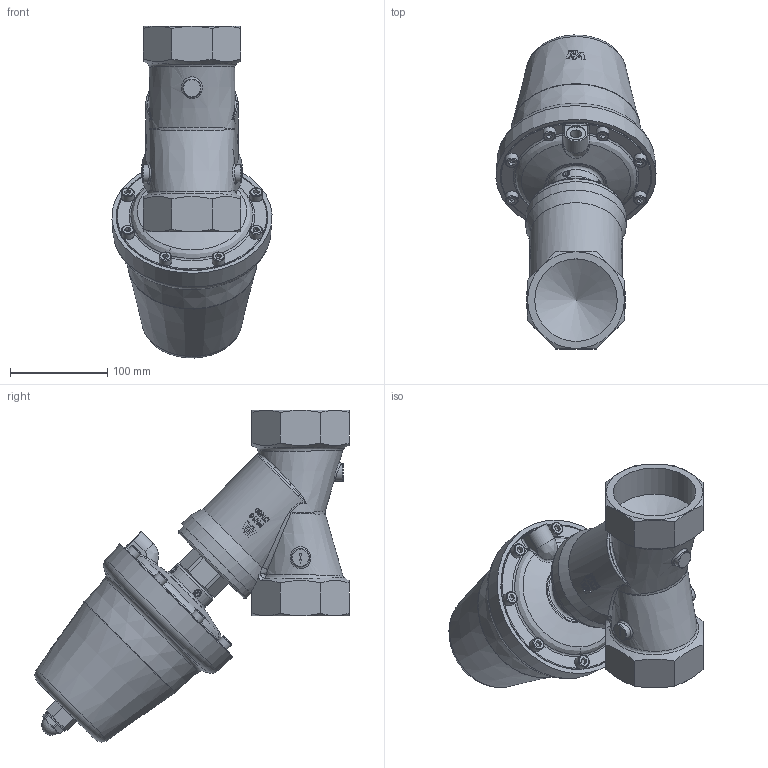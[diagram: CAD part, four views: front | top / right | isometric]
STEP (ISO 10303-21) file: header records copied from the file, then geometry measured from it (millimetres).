
FILE_DESCRIPTION(/* description */ ('DG2D1213080'),/* implementation_level */ '2;1');
FILE_NAME(/* name */ 'DG2D1223080_OS.stp',/* time_stamp */ '2022-01-27T09:14:30+01:00',/* author */ ('hois'),/* organization */ (''),/* preprocessor_version */ 'ST-DEVELOPER v18.1',/* originating_system */ 'Autodesk Inventor 2020',/* authorisation */ '');
FILE_SCHEMA (('AUTOMOTIVE_DESIGN { 1 0 10303 214 3 1 1 }'));
Length unit declared in the file: millimetre
Products named in the file (9): DG2D1213080; GGS0080.32.001-GM; ETG0080.15.0092; DER1650.10.0012; SZY1250.27.0012; DIN 913 - M8 x 12; ADK0015.07.0013; MUV0015.08.0013; DIN 912 - M8 x 25
Assembly tree (18 placements, depth 2):
  DG2D1213080
    GGS0080.32.001-GM
    ETG0080.15.0092
    DER1650.10.0012
    SZY1250.27.0012
    DIN 913 - M8 x 12  x4
    ADK0015.07.0013
    MUV0015.08.0013
    DIN 912 - M8 x 25  x8
Bounding box: 164.84 x 323.45 x 341.77 mm (x, y, z)
Volume: 2048699.1 mm3; surface area: 389063.9 mm2
Topology: 18 solids, 18 shells, 746 faces, 2026 edges, 1369 vertices
Faces by surface type: plane 362, bspline 158, cylinder 120, cone 73, torus 27, sphere 6
Full cylindrical faces by diameter (mm): 3 x1, 4 x1, 6.647 x12, 8 x12, 8.5 x8, 11.445 x1, 13 x8, 15 x2, 15.5 x1, 18.5 x4, 18.631 x2, 18.663 x2, 19.46 x1, 20 x1, 20.96 x2, 27 x1, 29 x1, 33.376 x1, 40 x1, 52 x1, 83.88 x1, 84.926 x3, 87.88 x1, 88 x1, 89 x1, 98 x1, 125 x2, 156 x2
Entity records: 28689 total; most frequent: CARTESIAN_POINT 13467, ORIENTED_EDGE 3312, DIRECTION 2804, EDGE_CURVE 1656, VERTEX_POINT 1130, AXIS2_PLACEMENT_3D 1101, EDGE_LOOP 718, FACE_OUTER_BOUND 612
